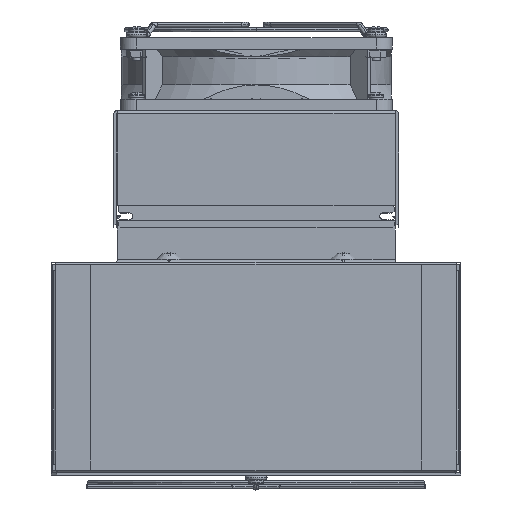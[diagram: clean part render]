
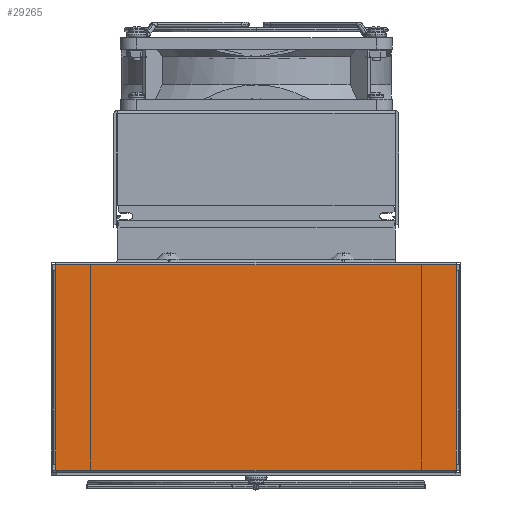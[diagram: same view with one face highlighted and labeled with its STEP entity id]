
A CAD part, front view. The second image highlights one B-rep face of the part: STEP entity #29265.
In plain terms, the highlighted planar face has unit normal (0, -1, 0).
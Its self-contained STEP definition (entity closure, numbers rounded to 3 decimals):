
#485 = ORIENTED_EDGE ( 'NONE', *, *, #57054, .F. ) ;
#1874 = DIRECTION ( 'NONE',  ( 0., 0., -1. ) ) ;
#4822 = AXIS2_PLACEMENT_3D ( 'NONE', #82752, #42243, #1874 ) ;
#8116 = LINE ( 'NONE', #82383, #25987 ) ;
#11640 = VERTEX_POINT ( 'NONE', #23426 ) ;
#13882 = CARTESIAN_POINT ( 'NONE',  ( 0.505, -15.791, 6.016 ) ) ;
#16426 = VECTOR ( 'NONE', #67003, 39.37 ) ;
#18834 = EDGE_CURVE ( 'NONE', #78607, #85528, #8116, .T. ) ;
#21897 = PLANE ( 'NONE',  #4822 ) ;
#23426 = CARTESIAN_POINT ( 'NONE',  ( 0.545, -15.791, 6.016 ) ) ;
#25987 = VECTOR ( 'NONE', #82872, 39.37 ) ;
#26363 = VERTEX_POINT ( 'NONE', #76103 ) ;
#29265 = ADVANCED_FACE ( 'NONE', ( #75843 ), #21897, .F. ) ;
#30858 = EDGE_CURVE ( 'NONE', #85528, #26363, #34377, .T. ) ;
#34377 = LINE ( 'NONE', #39773, #16426 ) ;
#35243 = EDGE_CURVE ( 'NONE', #26363, #11640, #58573, .T. ) ;
#37000 = EDGE_LOOP ( 'NONE', ( #74944, #67606, #485, #80404 ) ) ;
#38036 = DIRECTION ( 'NONE',  ( 0., 0., 1. ) ) ;
#39773 = CARTESIAN_POINT ( 'NONE',  ( 4.951, -15.791, 2.476 ) ) ;
#40606 = VECTOR ( 'NONE', #38036, 39.37 ) ;
#42243 = DIRECTION ( 'NONE',  ( 0., 1., 0. ) ) ;
#51254 = CARTESIAN_POINT ( 'NONE',  ( 0.545, -15.791, 10.965 ) ) ;
#56726 = CARTESIAN_POINT ( 'NONE',  ( 7.445, -15.791, 2.476 ) ) ;
#57054 = EDGE_CURVE ( 'NONE', #11640, #78607, #80830, .T. ) ;
#58573 = LINE ( 'NONE', #51254, #40606 ) ;
#67003 = DIRECTION ( 'NONE',  ( -1., 0., 0. ) ) ;
#67606 = ORIENTED_EDGE ( 'NONE', *, *, #18834, .F. ) ;
#67936 = DIRECTION ( 'NONE',  ( 1., 0., 0. ) ) ;
#74944 = ORIENTED_EDGE ( 'NONE', *, *, #30858, .F. ) ;
#75843 = FACE_OUTER_BOUND ( 'NONE', #37000, .T. ) ;
#76103 = CARTESIAN_POINT ( 'NONE',  ( 0.545, -15.791, 2.476 ) ) ;
#78607 = VERTEX_POINT ( 'NONE', #86583 ) ;
#80404 = ORIENTED_EDGE ( 'NONE', *, *, #35243, .F. ) ;
#80830 = LINE ( 'NONE', #13882, #82963 ) ;
#82383 = CARTESIAN_POINT ( 'NONE',  ( 7.445, -15.791, 10.965 ) ) ;
#82752 = CARTESIAN_POINT ( 'NONE',  ( 4.951, -15.791, 10.965 ) ) ;
#82872 = DIRECTION ( 'NONE',  ( 0., 0., -1. ) ) ;
#82963 = VECTOR ( 'NONE', #67936, 39.37 ) ;
#85528 = VERTEX_POINT ( 'NONE', #56726 ) ;
#86583 = CARTESIAN_POINT ( 'NONE',  ( 7.445, -15.791, 6.016 ) ) ;
